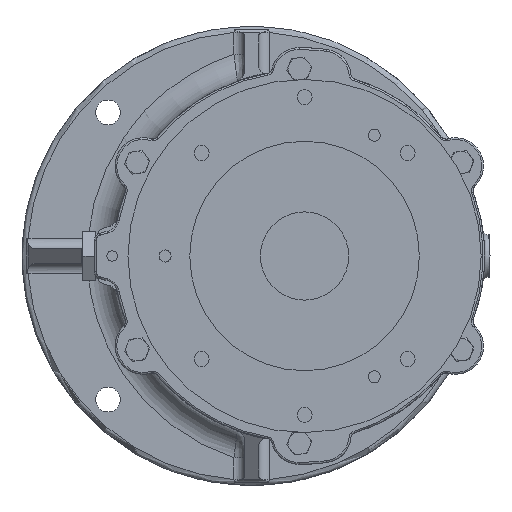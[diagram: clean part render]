
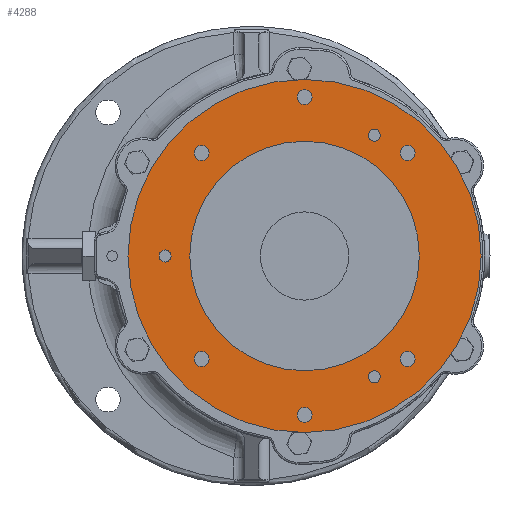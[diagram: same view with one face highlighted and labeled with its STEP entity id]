
A CAD part, left-side view. The second image highlights one B-rep face of the part: STEP entity #4288.
In plain terms, the highlighted planar face has unit normal (-1, 0, 0).
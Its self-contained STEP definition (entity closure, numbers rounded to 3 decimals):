
#57 = CIRCLE ( 'NONE', #8558, 4.25 ) ;
#1275 = ORIENTED_EDGE ( 'NONE', *, *, #12477, .T. ) ;
#1280 = CARTESIAN_POINT ( 'NONE',  ( -80.5, -61.336, -58.336 ) ) ;
#1286 = CARTESIAN_POINT ( 'NONE',  ( -80.5, -3., 90. ) ) ;
#1490 = ORIENTED_EDGE ( 'NONE', *, *, #8699, .T. ) ;
#2436 = DIRECTION ( 'NONE',  ( 0., -1., 0. ) ) ;
#2516 = DIRECTION ( 'NONE',  ( 1., 0., 0. ) ) ;
#2611 = FACE_BOUND ( 'NONE', #25418, .T. ) ;
#2881 = CARTESIAN_POINT ( 'NONE',  ( -80.5, 59.586, -58.336 ) ) ;
#4288 = ADVANCED_FACE ( 'NONE', ( #18971, #18618, #18269, #7758, #16129, #29122, #29829, #2611, #5276, #4741, #13613 ), #15588, .T. ) ;
#4548 = EDGE_CURVE ( 'NONE', #21218, #21218, #18359, .T. ) ;
#4670 = DIRECTION ( 'NONE',  ( 1., 0., 0. ) ) ;
#4715 = AXIS2_PLACEMENT_3D ( 'NONE', #26462, #13436, #2436 ) ;
#4741 = FACE_BOUND ( 'NONE', #35096, .T. ) ;
#4848 = EDGE_LOOP ( 'NONE', ( #24910 ) ) ;
#5042 = AXIS2_PLACEMENT_3D ( 'NONE', #28022, #33534, #17164 ) ;
#5111 = EDGE_LOOP ( 'NONE', ( #17253 ) ) ;
#5185 = DIRECTION ( 'NONE',  ( 0., 1., 0. ) ) ;
#5276 = FACE_BOUND ( 'NONE', #21938, .T. ) ;
#5895 = VERTEX_POINT ( 'NONE', #23497 ) ;
#6164 = CARTESIAN_POINT ( 'NONE',  ( -80.5, 1.25, 90. ) ) ;
#6382 = CIRCLE ( 'NONE', #25761, 3.4 ) ;
#7651 = CARTESIAN_POINT ( 'NONE',  ( -80.5, -42.5, -68.416 ) ) ;
#7758 = FACE_BOUND ( 'NONE', #35100, .T. ) ;
#7954 = VERTEX_POINT ( 'NONE', #29496 ) ;
#8481 = DIRECTION ( 'NONE',  ( 1., 0., 0. ) ) ;
#8558 = AXIS2_PLACEMENT_3D ( 'NONE', #1280, #22818, #19965 ) ;
#8615 = DIRECTION ( 'NONE',  ( 0., -1., 0. ) ) ;
#8699 = EDGE_CURVE ( 'NONE', #11740, #11740, #20772, .T. ) ;
#9048 = EDGE_CURVE ( 'NONE', #22624, #22624, #15659, .T. ) ;
#9327 = ORIENTED_EDGE ( 'NONE', *, *, #26091, .T. ) ;
#9996 = DIRECTION ( 'NONE',  ( 0., 1., 0. ) ) ;
#10374 = DIRECTION ( 'NONE',  ( 1., 0., 0. ) ) ;
#10473 = EDGE_LOOP ( 'NONE', ( #30859 ) ) ;
#11077 = DIRECTION ( 'NONE',  ( 0., 1., 0. ) ) ;
#11400 = ORIENTED_EDGE ( 'NONE', *, *, #23545, .T. ) ;
#11740 = VERTEX_POINT ( 'NONE', #2881 ) ;
#12136 = ORIENTED_EDGE ( 'NONE', *, *, #15745, .T. ) ;
#12165 = DIRECTION ( 'NONE',  ( 0., 1., 0. ) ) ;
#12279 = AXIS2_PLACEMENT_3D ( 'NONE', #34894, #2516, #5185 ) ;
#12477 = EDGE_CURVE ( 'NONE', #5895, #5895, #21390, .T. ) ;
#13436 = DIRECTION ( 'NONE',  ( -1., 0., 0. ) ) ;
#13613 = FACE_BOUND ( 'NONE', #33487, .T. ) ;
#13760 = CARTESIAN_POINT ( 'NONE',  ( -80.5, -3., 0. ) ) ;
#14504 = AXIS2_PLACEMENT_3D ( 'NONE', #31205, #4670, #9996 ) ;
#14906 = CARTESIAN_POINT ( 'NONE',  ( -80.5, 55.336, 58.336 ) ) ;
#15588 = PLANE ( 'NONE',  #4715 ) ;
#15659 = CIRCLE ( 'NONE', #24782, 65. ) ;
#15745 = EDGE_CURVE ( 'NONE', #25652, #25652, #26644, .T. ) ;
#15827 = EDGE_LOOP ( 'NONE', ( #1275 ) ) ;
#16129 = FACE_BOUND ( 'NONE', #10473, .T. ) ;
#16149 = AXIS2_PLACEMENT_3D ( 'NONE', #1286, #25334, #33498 ) ;
#16928 = AXIS2_PLACEMENT_3D ( 'NONE', #13760, #24658, #8615 ) ;
#17164 = DIRECTION ( 'NONE',  ( 0., 1., 0. ) ) ;
#17253 = ORIENTED_EDGE ( 'NONE', *, *, #24478, .T. ) ;
#17906 = ORIENTED_EDGE ( 'NONE', *, *, #25622, .T. ) ;
#18269 = FACE_BOUND ( 'NONE', #5111, .T. ) ;
#18289 = CARTESIAN_POINT ( 'NONE',  ( -80.5, -39.1, 68.416 ) ) ;
#18359 = CIRCLE ( 'NONE', #30864, 4.25 ) ;
#18618 = FACE_BOUND ( 'NONE', #25164, .T. ) ;
#18944 = AXIS2_PLACEMENT_3D ( 'NONE', #7651, #8481, #19689 ) ;
#18971 = FACE_BOUND ( 'NONE', #15827, .T. ) ;
#19167 = VERTEX_POINT ( 'NONE', #30029 ) ;
#19173 = CIRCLE ( 'NONE', #16928, 100. ) ;
#19576 = AXIS2_PLACEMENT_3D ( 'NONE', #14906, #28624, #22940 ) ;
#19689 = DIRECTION ( 'NONE',  ( 0., 1., 0. ) ) ;
#19965 = DIRECTION ( 'NONE',  ( 0., 1., 0. ) ) ;
#20418 = EDGE_CURVE ( 'NONE', #7954, #7954, #57, .T. ) ;
#20549 = DIRECTION ( 'NONE',  ( 1., 0., 0. ) ) ;
#20772 = CIRCLE ( 'NONE', #14504, 4.25 ) ;
#20871 = ORIENTED_EDGE ( 'NONE', *, *, #4548, .T. ) ;
#20961 = VERTEX_POINT ( 'NONE', #18289 ) ;
#21218 = VERTEX_POINT ( 'NONE', #23894 ) ;
#21368 = EDGE_LOOP ( 'NONE', ( #17906 ) ) ;
#21390 = CIRCLE ( 'NONE', #12279, 4.25 ) ;
#21938 = EDGE_LOOP ( 'NONE', ( #25270 ) ) ;
#22624 = VERTEX_POINT ( 'NONE', #30462 ) ;
#22818 = DIRECTION ( 'NONE',  ( 1., 0., 0. ) ) ;
#22940 = DIRECTION ( 'NONE',  ( 0., 1., 0. ) ) ;
#22982 = CIRCLE ( 'NONE', #19576, 4.25 ) ;
#23323 = CARTESIAN_POINT ( 'NONE',  ( -80.5, 79.4, 0. ) ) ;
#23497 = CARTESIAN_POINT ( 'NONE',  ( -80.5, 1.25, -90. ) ) ;
#23545 = EDGE_CURVE ( 'NONE', #20961, #20961, #6382, .T. ) ;
#23894 = CARTESIAN_POINT ( 'NONE',  ( -80.5, -57.086, 58.336 ) ) ;
#24478 = EDGE_CURVE ( 'NONE', #34833, #34833, #34276, .T. ) ;
#24658 = DIRECTION ( 'NONE',  ( -1., 0., 0. ) ) ;
#24782 = AXIS2_PLACEMENT_3D ( 'NONE', #30146, #10374, #29967 ) ;
#24910 = ORIENTED_EDGE ( 'NONE', *, *, #31274, .T. ) ;
#25164 = EDGE_LOOP ( 'NONE', ( #9327 ) ) ;
#25270 = ORIENTED_EDGE ( 'NONE', *, *, #20418, .T. ) ;
#25334 = DIRECTION ( 'NONE',  ( 1., 0., 0. ) ) ;
#25418 = EDGE_LOOP ( 'NONE', ( #20871 ) ) ;
#25622 = EDGE_CURVE ( 'NONE', #32520, #32520, #22982, .T. ) ;
#25652 = VERTEX_POINT ( 'NONE', #23323 ) ;
#25728 = CARTESIAN_POINT ( 'NONE',  ( -80.5, -61.336, 58.336 ) ) ;
#25761 = AXIS2_PLACEMENT_3D ( 'NONE', #32282, #32803, #11077 ) ;
#26091 = EDGE_CURVE ( 'NONE', #29326, #29326, #29799, .T. ) ;
#26309 = CARTESIAN_POINT ( 'NONE',  ( -80.5, -39.1, -68.416 ) ) ;
#26462 = CARTESIAN_POINT ( 'NONE',  ( -80.5, -103., 0. ) ) ;
#26484 = CARTESIAN_POINT ( 'NONE',  ( -80.5, 59.586, 58.336 ) ) ;
#26644 = CIRCLE ( 'NONE', #5042, 3.4 ) ;
#28022 = CARTESIAN_POINT ( 'NONE',  ( -80.5, 76., 0. ) ) ;
#28624 = DIRECTION ( 'NONE',  ( 1., 0., 0. ) ) ;
#29122 = FACE_OUTER_BOUND ( 'NONE', #4848, .T. ) ;
#29326 = VERTEX_POINT ( 'NONE', #6164 ) ;
#29496 = CARTESIAN_POINT ( 'NONE',  ( -80.5, -57.086, -58.336 ) ) ;
#29799 = CIRCLE ( 'NONE', #16149, 4.25 ) ;
#29829 = FACE_BOUND ( 'NONE', #21368, .T. ) ;
#29967 = DIRECTION ( 'NONE',  ( 0., -1., 0. ) ) ;
#30029 = CARTESIAN_POINT ( 'NONE',  ( -80.5, -103., 0. ) ) ;
#30146 = CARTESIAN_POINT ( 'NONE',  ( -80.5, -3., 0. ) ) ;
#30462 = CARTESIAN_POINT ( 'NONE',  ( -80.5, -68., 0. ) ) ;
#30859 = ORIENTED_EDGE ( 'NONE', *, *, #9048, .T. ) ;
#30864 = AXIS2_PLACEMENT_3D ( 'NONE', #25728, #20549, #12165 ) ;
#31205 = CARTESIAN_POINT ( 'NONE',  ( -80.5, 55.336, -58.336 ) ) ;
#31274 = EDGE_CURVE ( 'NONE', #19167, #19167, #19173, .T. ) ;
#32282 = CARTESIAN_POINT ( 'NONE',  ( -80.5, -42.5, 68.416 ) ) ;
#32520 = VERTEX_POINT ( 'NONE', #26484 ) ;
#32803 = DIRECTION ( 'NONE',  ( 1., 0., 0. ) ) ;
#33487 = EDGE_LOOP ( 'NONE', ( #11400 ) ) ;
#33498 = DIRECTION ( 'NONE',  ( 0., 1., 0. ) ) ;
#33534 = DIRECTION ( 'NONE',  ( 1., 0., 0. ) ) ;
#34276 = CIRCLE ( 'NONE', #18944, 3.4 ) ;
#34833 = VERTEX_POINT ( 'NONE', #26309 ) ;
#34894 = CARTESIAN_POINT ( 'NONE',  ( -80.5, -3., -90. ) ) ;
#35096 = EDGE_LOOP ( 'NONE', ( #12136 ) ) ;
#35100 = EDGE_LOOP ( 'NONE', ( #1490 ) ) ;
